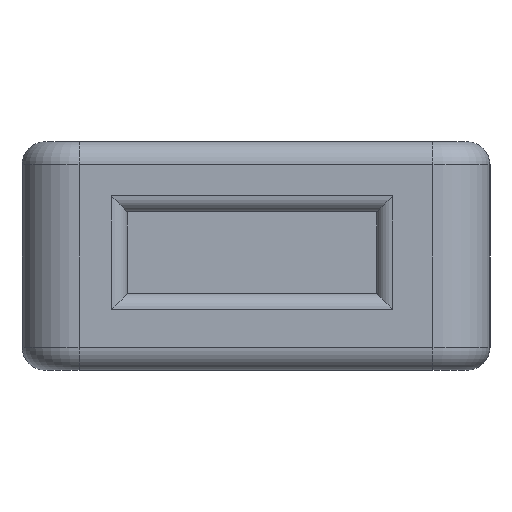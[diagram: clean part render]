
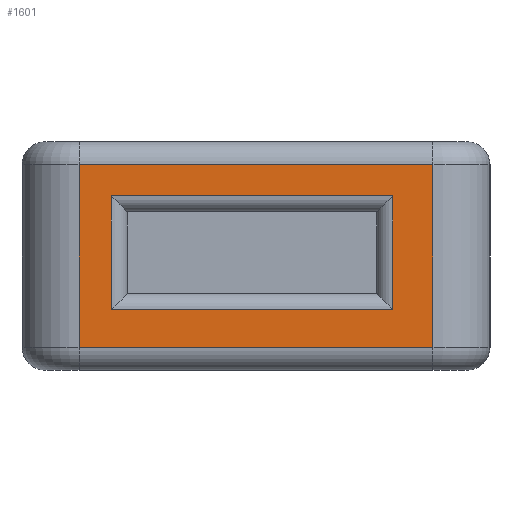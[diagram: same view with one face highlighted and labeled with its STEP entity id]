
A CAD part, left-side view. The second image highlights one B-rep face of the part: STEP entity #1601.
In plain terms, the highlighted planar face has unit normal (-1, 0, 0).
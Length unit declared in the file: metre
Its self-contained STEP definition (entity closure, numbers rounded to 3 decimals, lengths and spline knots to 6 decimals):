
#181=ORIENTED_EDGE('',*,*,#655,.T.);
#182=ORIENTED_EDGE('',*,*,#656,.T.);
#183=ORIENTED_EDGE('',*,*,#657,.T.);
#184=ORIENTED_EDGE('',*,*,#658,.T.);
#185=ORIENTED_EDGE('',*,*,#659,.T.);
#186=ORIENTED_EDGE('',*,*,#660,.T.);
#187=ORIENTED_EDGE('',*,*,#661,.F.);
#188=ORIENTED_EDGE('',*,*,#662,.T.);
#655=EDGE_CURVE('',#894,#895,#1048,.T.);
#656=EDGE_CURVE('',#895,#896,#1049,.T.);
#657=EDGE_CURVE('',#896,#897,#1050,.F.);
#658=EDGE_CURVE('',#897,#894,#1051,.F.);
#659=EDGE_CURVE('',#898,#899,#1052,.T.);
#660=EDGE_CURVE('',#899,#900,#1053,.T.);
#661=EDGE_CURVE('',#901,#900,#1054,.T.);
#662=EDGE_CURVE('',#901,#898,#1055,.F.);
#894=VERTEX_POINT('',#2472);
#895=VERTEX_POINT('',#2473);
#896=VERTEX_POINT('',#2475);
#897=VERTEX_POINT('',#2477);
#898=VERTEX_POINT('',#2480);
#899=VERTEX_POINT('',#2481);
#900=VERTEX_POINT('',#2483);
#901=VERTEX_POINT('',#2485);
#1048=LINE('',#2471,#1199);
#1049=LINE('',#2474,#1200);
#1050=LINE('',#2476,#1201);
#1051=LINE('',#2478,#1202);
#1052=LINE('',#2479,#1203);
#1053=LINE('',#2482,#1204);
#1054=LINE('',#2484,#1205);
#1055=LINE('',#2486,#1206);
#1199=VECTOR('',#1935,1.);
#1200=VECTOR('',#1936,1.);
#1201=VECTOR('',#1937,1.);
#1202=VECTOR('',#1938,1.);
#1203=VECTOR('',#1939,1.);
#1204=VECTOR('',#1940,1.);
#1205=VECTOR('',#1941,1.);
#1206=VECTOR('',#1942,1.);
#1342=EDGE_LOOP('',(#181,#182,#183,#184));
#1343=EDGE_LOOP('',(#185,#186,#187,#188));
#1451=FACE_BOUND('',#1342,.T.);
#1452=FACE_BOUND('',#1343,.T.);
#1560=PLANE('',#1723);
#1601=ADVANCED_FACE('',(#1451,#1452),#1560,.F.);
#1723=AXIS2_PLACEMENT_3D('',#2470,#1933,#1934);
#1933=DIRECTION('',(1.,0.,0.));
#1934=DIRECTION('',(0.,0.,-1.));
#1935=DIRECTION('',(0.,0.,1.));
#1936=DIRECTION('',(0.,-1.,0.));
#1937=DIRECTION('',(0.,0.,1.));
#1938=DIRECTION('',(0.,-1.,0.));
#1939=DIRECTION('',(0.,0.,-1.));
#1940=DIRECTION('',(0.,-1.,0.));
#1941=DIRECTION('',(0.,0.,-1.));
#1942=DIRECTION('',(0.,-1.,0.));
#2470=CARTESIAN_POINT('',(-0.041,0.,0.012));
#2471=CARTESIAN_POINT('',(-0.041,0.0076,0.012));
#2472=CARTESIAN_POINT('',(-0.041,0.0076,0.003175));
#2473=CARTESIAN_POINT('',(-0.041,0.0076,0.009165));
#2474=CARTESIAN_POINT('',(-0.041,0.,0.009165));
#2475=CARTESIAN_POINT('',(-0.041,-0.007192,0.009165));
#2476=CARTESIAN_POINT('',(-0.041,-0.007192,0.00402));
#2477=CARTESIAN_POINT('',(-0.041,-0.007192,0.003175));
#2478=CARTESIAN_POINT('',(-0.041,0.006755,0.003175));
#2479=CARTESIAN_POINT('',(-0.041,0.0093,0.012));
#2480=CARTESIAN_POINT('',(-0.041,0.0093,0.010793));
#2481=CARTESIAN_POINT('',(-0.041,0.0093,0.001207));
#2482=CARTESIAN_POINT('',(-0.041,0.,0.001207));
#2483=CARTESIAN_POINT('',(-0.041,-0.0093,0.001207));
#2484=CARTESIAN_POINT('',(-0.041,-0.0093,0.012));
#2485=CARTESIAN_POINT('',(-0.041,-0.0093,0.010793));
#2486=CARTESIAN_POINT('',(-0.041,0.0093,0.010793));
